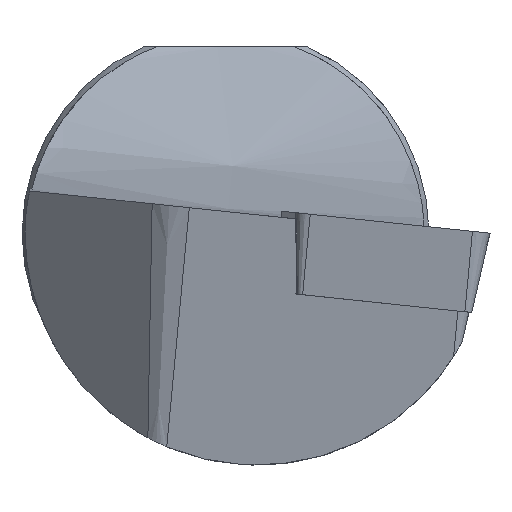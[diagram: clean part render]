
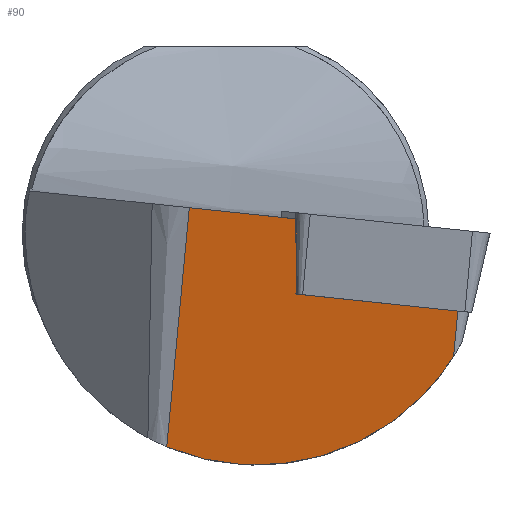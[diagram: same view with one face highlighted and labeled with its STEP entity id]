
A CAD part, left-side view. The second image highlights one B-rep face of the part: STEP entity #90.
In plain terms, the highlighted planar face has unit normal (-0.989, 0.098, -0.112).
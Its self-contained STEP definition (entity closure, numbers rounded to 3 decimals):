
#90=ADVANCED_FACE('',(#140),#123,.T.);
#123=PLANE('',#618);
#140=FACE_OUTER_BOUND('',#172,.T.);
#172=EDGE_LOOP('',(#235,#236,#237,#238,#239,#240));
#224=ELLIPSE('',#617,11.529,11.4);
#235=ORIENTED_EDGE('',*,*,#456,.F.);
#236=ORIENTED_EDGE('',*,*,#457,.F.);
#237=ORIENTED_EDGE('',*,*,#458,.T.);
#238=ORIENTED_EDGE('',*,*,#459,.T.);
#239=ORIENTED_EDGE('',*,*,#460,.F.);
#240=ORIENTED_EDGE('',*,*,#461,.F.);
#401=VERTEX_POINT('',#851);
#402=VERTEX_POINT('',#852);
#403=VERTEX_POINT('',#854);
#404=VERTEX_POINT('',#856);
#405=VERTEX_POINT('',#858);
#406=VERTEX_POINT('',#860);
#456=EDGE_CURVE('',#401,#402,#536,.T.);
#457=EDGE_CURVE('',#403,#401,#537,.T.);
#458=EDGE_CURVE('',#403,#404,#538,.T.);
#459=EDGE_CURVE('',#404,#405,#224,.T.);
#460=EDGE_CURVE('',#406,#405,#539,.T.);
#461=EDGE_CURVE('',#402,#406,#540,.T.);
#536=LINE('',#850,#577);
#537=LINE('',#853,#578);
#538=LINE('',#855,#579);
#539=LINE('',#859,#580);
#540=LINE('',#861,#581);
#577=VECTOR('',#681,1.);
#578=VECTOR('',#682,1.);
#579=VECTOR('',#683,1.);
#580=VECTOR('',#686,1.);
#581=VECTOR('',#687,1.);
#617=AXIS2_PLACEMENT_3D('',#857,#684,#685);
#618=AXIS2_PLACEMENT_3D('',#862,#688,#689);
#681=DIRECTION('',(0.112,-0.008,-0.994));
#682=DIRECTION('',(-0.087,-0.991,-0.104));
#683=DIRECTION('',(0.121,0.093,-0.988));
#684=DIRECTION('',(-0.989,0.098,-0.112));
#685=DIRECTION('',(0.149,0.652,-0.744));
#686=DIRECTION('',(0.121,0.093,-0.988));
#687=DIRECTION('',(-0.087,-0.991,-0.104));
#688=DIRECTION('',(-0.989,0.098,-0.112));
#689=DIRECTION('',(-0.113,0.,0.994));
#850=CARTESIAN_POINT('',(0.955,-3.495,0.151));
#851=CARTESIAN_POINT('',(0.894,-3.491,0.696));
#852=CARTESIAN_POINT('',(1.31,-3.521,-2.997));
#853=CARTESIAN_POINT('',(0.17,-11.762,-0.173));
#854=CARTESIAN_POINT('',(1.355,1.778,1.25));
#855=CARTESIAN_POINT('',(1.318,1.75,1.549));
#856=CARTESIAN_POINT('',(2.798,2.887,-10.501));
#857=CARTESIAN_POINT('',(1.166,-1.55,0.));
#858=CARTESIAN_POINT('',(0.893,-11.206,-6.06));
#859=CARTESIAN_POINT('',(0.133,-11.79,0.126));
#860=CARTESIAN_POINT('',(0.619,-11.417,-3.827));
#861=CARTESIAN_POINT('',(0.619,-11.417,-3.827));
#862=CARTESIAN_POINT('',(0.133,-11.79,0.126));
